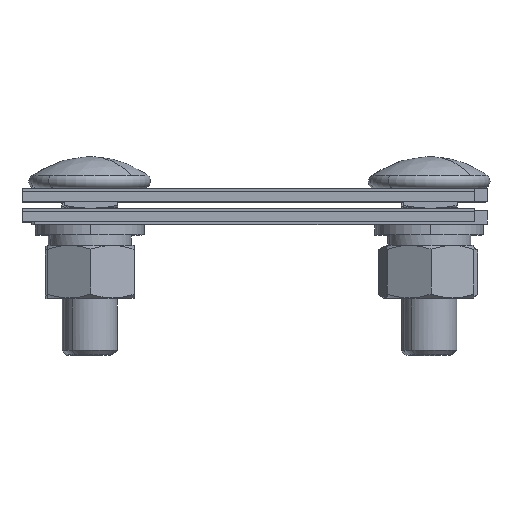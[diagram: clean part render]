
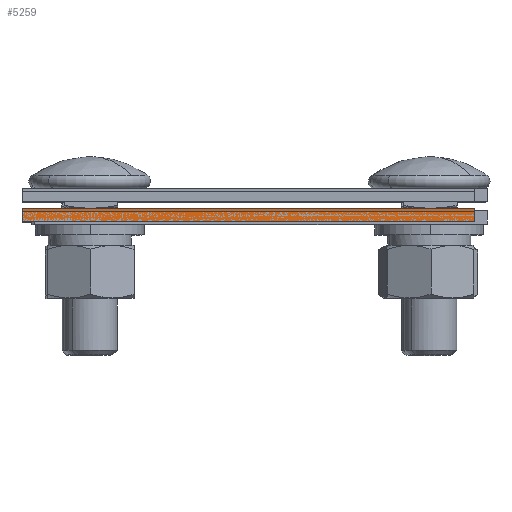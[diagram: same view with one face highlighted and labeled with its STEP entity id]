
A CAD part, top view. The second image highlights one B-rep face of the part: STEP entity #5259.
In plain terms, the highlighted planar face has unit normal (0, 0, 1).
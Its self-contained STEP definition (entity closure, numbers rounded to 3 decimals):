
#10 = ORIENTED_EDGE ( 'NONE', *, *, #945, .F. ) ;
#129 = VECTOR ( 'NONE', #1785, 1000. ) ;
#270 = VECTOR ( 'NONE', #552, 1000. ) ;
#284 = VERTEX_POINT ( 'NONE', #4453 ) ;
#366 = LINE ( 'NONE', #3041, #3713 ) ;
#491 = LINE ( 'NONE', #1433, #270 ) ;
#552 = DIRECTION ( 'NONE',  ( -1., 0., 0. ) ) ;
#693 = AXIS2_PLACEMENT_3D ( 'NONE', #4794, #5302, #3914 ) ;
#796 = CARTESIAN_POINT ( 'NONE',  ( -34., 2., 34. ) ) ;
#945 = EDGE_CURVE ( 'NONE', #1428, #284, #491, .T. ) ;
#1193 = VECTOR ( 'NONE', #5169, 1000. ) ;
#1428 = VERTEX_POINT ( 'NONE', #1597 ) ;
#1433 = CARTESIAN_POINT ( 'NONE',  ( 34., 0., 34. ) ) ;
#1543 = CARTESIAN_POINT ( 'NONE',  ( -34., 0., 34. ) ) ;
#1545 = ORIENTED_EDGE ( 'NONE', *, *, #4384, .F. ) ;
#1597 = CARTESIAN_POINT ( 'NONE',  ( 34., 0., 34. ) ) ;
#1693 = LINE ( 'NONE', #3561, #129 ) ;
#1718 = PLANE ( 'NONE',  #693 ) ;
#1785 = DIRECTION ( 'NONE',  ( 0., -1., 0. ) ) ;
#2123 = EDGE_LOOP ( 'NONE', ( #5255, #4576, #10, #1545 ) ) ;
#2189 = DIRECTION ( 'NONE',  ( -1., 0., 0. ) ) ;
#2367 = VERTEX_POINT ( 'NONE', #4130 ) ;
#2709 = VERTEX_POINT ( 'NONE', #796 ) ;
#3041 = CARTESIAN_POINT ( 'NONE',  ( 34., 2., 34. ) ) ;
#3266 = LINE ( 'NONE', #1543, #1193 ) ;
#3561 = CARTESIAN_POINT ( 'NONE',  ( 34., 2., 34. ) ) ;
#3713 = VECTOR ( 'NONE', #2189, 1000. ) ;
#3914 = DIRECTION ( 'NONE',  ( 1., 0., 0. ) ) ;
#4130 = CARTESIAN_POINT ( 'NONE',  ( 34., 2., 34. ) ) ;
#4384 = EDGE_CURVE ( 'NONE', #2367, #1428, #1693, .T. ) ;
#4453 = CARTESIAN_POINT ( 'NONE',  ( -34., 0., 34. ) ) ;
#4576 = ORIENTED_EDGE ( 'NONE', *, *, #4783, .F. ) ;
#4783 = EDGE_CURVE ( 'NONE', #284, #2709, #3266, .T. ) ;
#4794 = CARTESIAN_POINT ( 'NONE',  ( 0., 0., 34. ) ) ;
#4860 = FACE_OUTER_BOUND ( 'NONE', #2123, .T. ) ;
#5169 = DIRECTION ( 'NONE',  ( 0., 1., 0. ) ) ;
#5255 = ORIENTED_EDGE ( 'NONE', *, *, #5831, .T. ) ;
#5259 = ADVANCED_FACE ( 'NONE', ( #4860 ), #1718, .T. ) ;
#5302 = DIRECTION ( 'NONE',  ( 0., 0., 1. ) ) ;
#5831 = EDGE_CURVE ( 'NONE', #2367, #2709, #366, .T. ) ;
